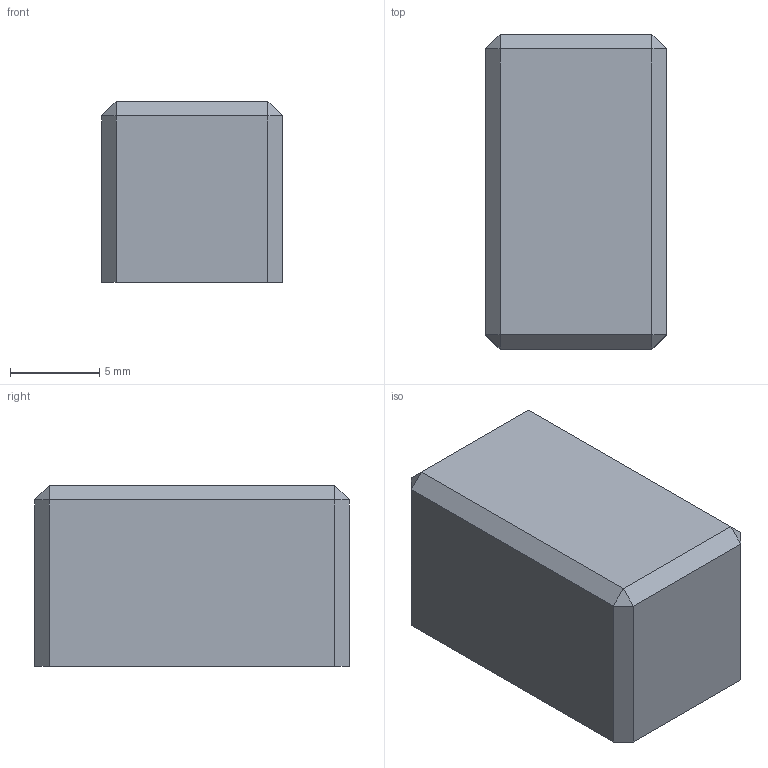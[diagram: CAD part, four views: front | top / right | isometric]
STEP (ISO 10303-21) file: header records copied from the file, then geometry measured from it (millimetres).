
FILE_DESCRIPTION(('CATIA V5 STEP Exchange','CAx-IF Rec.Pracs.--- Model Styling and Organization---1.4--- 2014-01-23'),'2;1');
FILE_NAME('638105_D004596_A-MOD-5.stp','2020-01-03T10:05:03+00:00',('none'),('none'),'CATIA Version 5-6 Release 2017 SP3','CATIA V5 STEP AP214','none');
FILE_SCHEMA(('AUTOMOTIVE_DESIGN { 1 0 10303 214 1 1 1 1 }'));
Length unit declared in the file: millimetre
Products named in the file (1): 638105_D004596_A-MOD-5
Bounding box: 10.1 x 17.58 x 10.1 mm (x, y, z)
Volume: 500.8 mm3; surface area: 998 mm2
Topology: 1 solids, 1 shells, 29 faces, 65 edges, 36 vertices
Faces by surface type: plane 22, cylinder 5, sphere 2
Entity records: 786 total; most frequent: CARTESIAN_POINT 130, ORIENTED_EDGE 126, DIRECTION 123, EDGE_CURVE 63, VECTOR 53, LINE 53, AXIS2_PLACEMENT_3D 41, VERTEX_POINT 36
